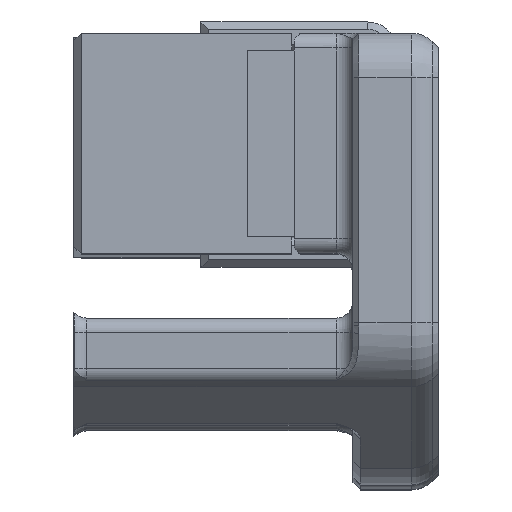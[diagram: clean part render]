
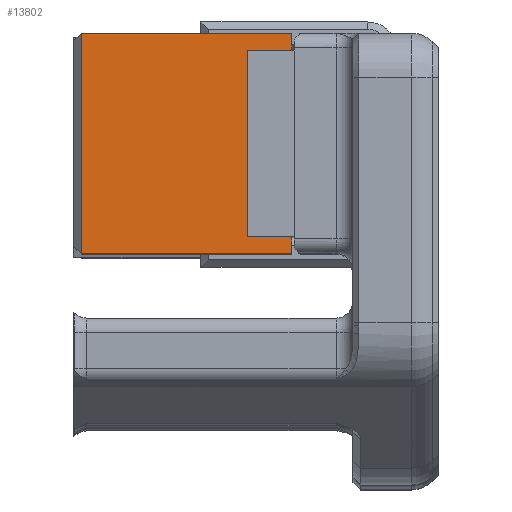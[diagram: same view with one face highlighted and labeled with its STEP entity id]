
A CAD part, top view. The second image highlights one B-rep face of the part: STEP entity #13802.
In plain terms, the highlighted planar face has unit normal (0, 0, 1).
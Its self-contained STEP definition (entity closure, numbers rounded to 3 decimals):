
#575=PLANE('',#14768);
#1007=FACE_OUTER_BOUND('',#1840,.T.);
#1840=EDGE_LOOP('',(#9649,#9650,#9651,#9652,#9653,#9654,#9655,#9656));
#2714=LINE('',#20518,#4031);
#2729=LINE('',#20559,#4046);
#2740=LINE('',#20609,#4057);
#2743=LINE('',#20615,#4060);
#2746=LINE('',#20623,#4063);
#2748=LINE('',#20627,#4065);
#2749=LINE('',#20629,#4066);
#2751=LINE('',#20632,#4068);
#4031=VECTOR('',#16343,10.);
#4046=VECTOR('',#16384,10.);
#4057=VECTOR('',#16443,10.);
#4060=VECTOR('',#16448,10.);
#4063=VECTOR('',#16457,10.);
#4065=VECTOR('',#16461,10.);
#4066=VECTOR('',#16464,10.);
#4068=VECTOR('',#16468,10.);
#5964=VERTEX_POINT('',#20508);
#5968=VERTEX_POINT('',#20517);
#5981=VERTEX_POINT('',#20558);
#5994=VERTEX_POINT('',#20605);
#5996=VERTEX_POINT('',#20608);
#5998=VERTEX_POINT('',#20614);
#6000=VERTEX_POINT('',#20621);
#6001=VERTEX_POINT('',#20625);
#7336=EDGE_CURVE('',#5968,#5964,#2714,.T.);
#7357=EDGE_CURVE('',#5981,#5964,#2729,.T.);
#7380=EDGE_CURVE('',#5994,#5996,#2740,.T.);
#7383=EDGE_CURVE('',#5996,#5998,#2743,.T.);
#7388=EDGE_CURVE('',#6000,#5994,#2746,.T.);
#7390=EDGE_CURVE('',#6000,#6001,#2748,.T.);
#7391=EDGE_CURVE('',#5981,#6001,#2749,.T.);
#7393=EDGE_CURVE('',#5998,#5968,#2751,.T.);
#9649=ORIENTED_EDGE('',*,*,#7336,.F.);
#9650=ORIENTED_EDGE('',*,*,#7393,.F.);
#9651=ORIENTED_EDGE('',*,*,#7383,.F.);
#9652=ORIENTED_EDGE('',*,*,#7380,.F.);
#9653=ORIENTED_EDGE('',*,*,#7388,.F.);
#9654=ORIENTED_EDGE('',*,*,#7390,.T.);
#9655=ORIENTED_EDGE('',*,*,#7391,.F.);
#9656=ORIENTED_EDGE('',*,*,#7357,.T.);
#13802=ADVANCED_FACE('',(#1007),#575,.T.);
#14768=AXIS2_PLACEMENT_3D('',#20634,#16471,#16472);
#16343=DIRECTION('',(0.,1.,0.));
#16384=DIRECTION('',(-1.,0.,0.));
#16443=DIRECTION('',(1.,0.,0.));
#16448=DIRECTION('',(0.,-1.,0.));
#16457=DIRECTION('',(0.,-1.,0.));
#16461=DIRECTION('',(1.,0.,0.));
#16464=DIRECTION('',(0.,-1.,0.));
#16468=DIRECTION('',(-1.,0.,0.));
#16471=DIRECTION('center_axis',(0.,0.,1.));
#16472=DIRECTION('ref_axis',(0.,1.,0.));
#20508=CARTESIAN_POINT('',(-11.325,7.5,100.));
#20517=CARTESIAN_POINT('',(-11.325,-7.5,100.));
#20518=CARTESIAN_POINT('',(-11.325,-3.75,100.));
#20558=CARTESIAN_POINT('',(3.,7.5,100.));
#20559=CARTESIAN_POINT('',(0.,7.5,100.));
#20605=CARTESIAN_POINT('',(0.,-6.35,100.));
#20608=CARTESIAN_POINT('',(3.,-6.35,100.));
#20609=CARTESIAN_POINT('',(0.,-6.35,100.));
#20614=CARTESIAN_POINT('',(3.,-7.5,100.));
#20615=CARTESIAN_POINT('',(3.,0.,100.));
#20621=CARTESIAN_POINT('',(0.,6.35,100.));
#20623=CARTESIAN_POINT('',(0.,0.,100.));
#20625=CARTESIAN_POINT('',(3.,6.35,100.));
#20627=CARTESIAN_POINT('',(0.,6.35,100.));
#20629=CARTESIAN_POINT('',(3.,0.,100.));
#20632=CARTESIAN_POINT('',(0.,-7.5,100.));
#20634=CARTESIAN_POINT('Origin',(0.,-7.5,100.));
